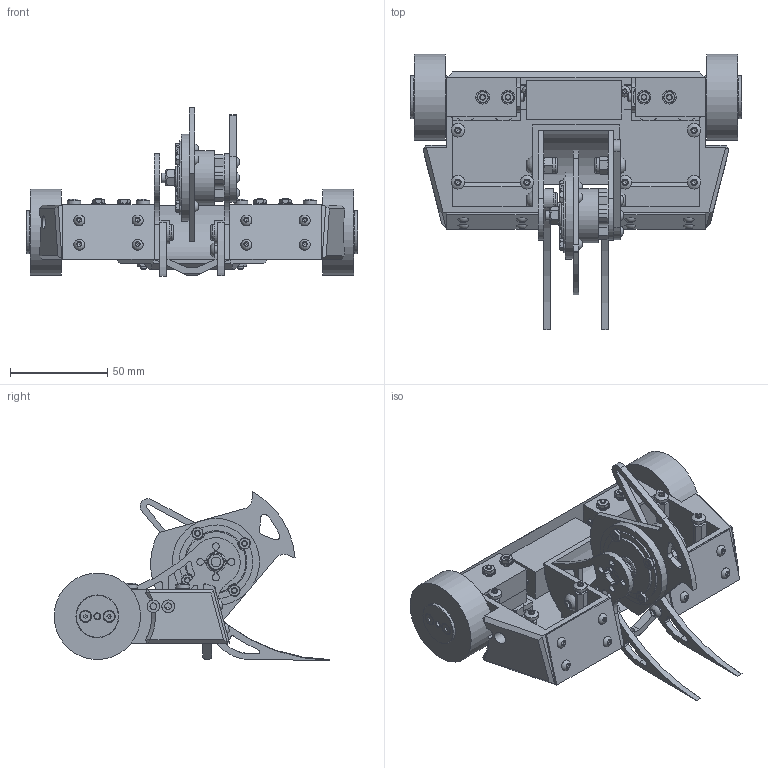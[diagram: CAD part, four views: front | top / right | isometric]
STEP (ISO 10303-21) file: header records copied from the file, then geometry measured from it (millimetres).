
FILE_DESCRIPTION(/* description */ ('STEP AP242','CAx-IF Rec.Pracs.---Representation and Presentation of Product Manufacturing Information (PMI)---4.0---2014-10-13','CAx-IF Rec.Pracs.---3D Tessellated Geometry---0.4---2014-09-14','2;1'),/* implementation_level */ '2;1');
FILE_NAME(/* name */ '67d73788e008512706a78cf4',/* time_stamp */ '2025-03-16T20:41:46Z',/* author */ (''),/* organization */ (''),/* preprocessor_version */ 'ST-DEVELOPER v20',/* originating_system */ 'ONSHAPE BY PTC INC, 1.195',/* authorisation */ ' ');
FILE_SCHEMA (('AP242_MANAGED_MODEL_BASED_3D_ENGINEERING_MIM_LF { 1 0 10303 442 1 1 4 }'));
Length unit declared in the file: metre
Products named in the file (36): Assembly 1; FingerTech_Silver_Spark_11; Socket button head screw M3x0.5 x 6; Hex thin nut grade A & B M3; Socket button head screw M3x0.5 x 10; Hexalobular socket pan head self-tapping screw ST3.5 x 9.5; Sled; Hex thin nut grade A & B M3x0.5; Spark Motor Mount - Left; Plain washer normal grade C M3; Prevailing torque nut M5x0.80; Upright; Shell; Socket button head screw M5x0.8 x 10; Cap_v1.5_0750x3mm; Socket button head screw M4x0.7 x 8; Hex socket countersunk head screw M3x0.5 x 6; Part 1; Spark Motor Mount - Top; Fork; Hub; BaseHub_v1.5_0750x3mm; Ear; Armor Panel; Mag-Dock; Spark Motor Mount - Right; 2207-motor; 10x2.5mm; Axehead; Prevailing torque flange nut ISO 7044 M5x0.80; Washer
Assembly tree (96 placements, depth 2):
  Assembly 1
    FingerTech_Silver_Spark_11  x2
    Socket button head screw M3x0.5 x 6  x11
    Hex thin nut grade A & B M3  x14
    Socket button head screw M3x0.5 x 10  x4
    Hexalobular socket pan head self-tapping screw ST3.5 x 9.5  x6
    Sled
    Hex thin nut grade A & B M3x0.5  x4
    Spark Motor Mount - Left
    Plain washer normal grade C M3  x4
    Prevailing torque nut M5x0.80  x4
    Upright  x2
    Shell
    Socket button head screw M5x0.8 x 10  x4
    Cap_v1.5_0750x3mm  x2
    Socket button head screw M4x0.7 x 8
    Socket button head screw M3x0.5 x 10  x4
    Hex socket countersunk head screw M3x0.5 x 6  x4
    Part 1  x2
    Spark Motor Mount - Top  x2
    Part 1  x2
    Fork  x2
    Hub
    BaseHub_v1.5_0750x3mm  x2
    Ear
    FingerTech_Silver_Spark_11  x2
    Armor Panel  x2
    Socket button head screw M3x0.5 x 6  x2
    Mag-Dock
    Spark Motor Mount - Right
    2207-motor
    Part 1
    10x2.5mm  x2
    Axehead
    Prevailing torque flange nut ISO 7044 M5x0.80
    Washer
Bounding box: 170.3 x 141.87 x 86.88 mm (x, y, z)
Volume: 212396 mm3; surface area: 138555.4 mm2
Topology: 96 solids, 96 shells, 2640 faces, 6327 edges, 3973 vertices
Faces by surface type: plane 1454, cylinder 653, cone 405, torus 67, sphere 32, bspline 29
Full cylindrical faces by diameter (mm): 1.1 x4, 1.651 x4, 2.184 x8, 2.4 x1, 2.459 x18, 2.5 x4, 2.66 x4, 3 x35, 3.1 x14, 3.2 x16, 3.3 x6, 3.35 x6, 3.4 x14, 3.5 x16, 4 x1, 4.134 x5, 4.5 x2, 4.7 x2, 4.9 x1, 5 x5, 5.5 x8, 5.54 x4, 5.6 x4, 5.92 x2, 6 x4, 6.5 x2, 7 x10, 8 x5, 8.915 x2, 10 x4
Entity records: 41178 total; most frequent: CARTESIAN_POINT 7686, DIRECTION 6801, ORIENTED_EDGE 6306, EDGE_CURVE 3153, AXIS2_PLACEMENT_3D 2400, VERTEX_POINT 2162, LINE 2001, VECTOR 2001
